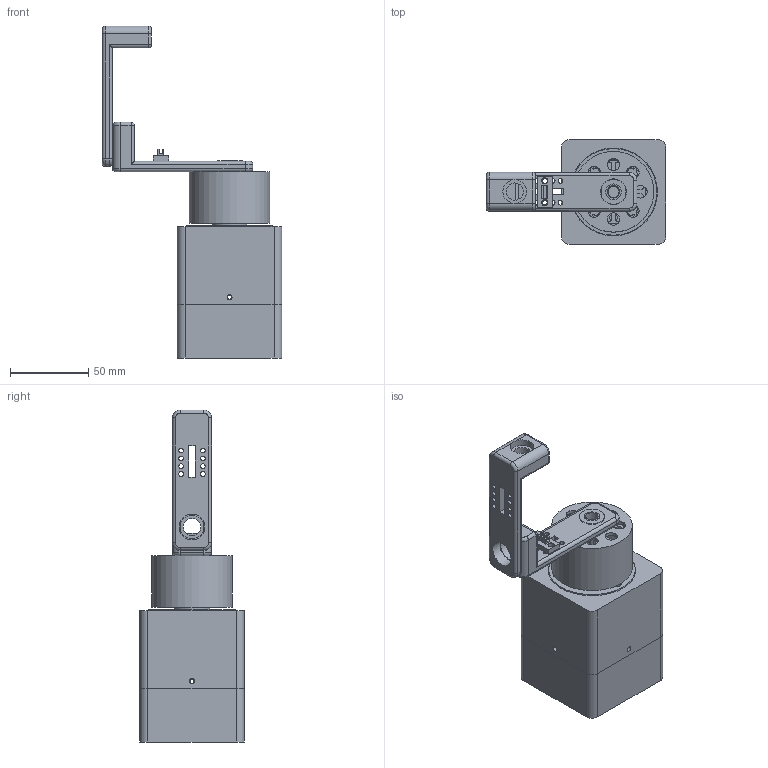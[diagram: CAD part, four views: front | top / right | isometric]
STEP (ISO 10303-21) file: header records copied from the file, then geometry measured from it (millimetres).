
FILE_DESCRIPTION(/* description */ (''),/* implementation_level */ '2;1');
FILE_NAME(/* name */ 'Pendule_Inverse_Rotatif v15.step',/* time_stamp */ '2024-09-08T17:28:44+02:00',/* author */ (''),/* organization */ (''),/* preprocessor_version */ 'ST-DEVELOPER v20',/* originating_system */ 'Autodesk Translation Framework v13.14.0.145',/* authorisation */ '');
FILE_SCHEMA (('AUTOMOTIVE_DESIGN { 1 0 10303 214 3 1 1 }'));
Products named in the file (21): Pendule_Inverse_Rotatif; Base; mod_10-40_mot_3040_12N14P v14; mot_001 v8; Parameter Table v4; mot_002; 61700-2RS v2; 61700-2RS v2 (1); mot_003 v5; mot_004 v4; mot_005 v4; mot_006 v2; 91210A110_Alloy Steel Cone-Point Set Screw; base_elec; Gear 2; Pendule_Inverse_Rotatif_Spur Gear (14 teeth)2; Composant6; Composant7; Pendule_Inverse_Rotatif_base_elec; support encoder; balancier
Assembly tree (21 placements, depth 4):
  Pendule_Inverse_Rotatif
    Base
    mod_10-40_mot_3040_12N14P v14
      mot_001 v8
        Parameter Table v4
      mot_002
      61700-2RS v2
      61700-2RS v2 (1)
      mot_003 v5
      mot_004 v4
      mot_005 v4
      mot_006 v2
      91210A110_Alloy Steel Cone-Point Set Screw
    balancier  x2
    base_elec
    Gear 2
    Pendule_Inverse_Rotatif_Spur Gear (14 teeth)2
    Composant6
    Composant7
    Pendule_Inverse_Rotatif_base_elec
    support encoder
Bounding box: 115.1 x 67 x 212.7 mm (x, y, z)
Volume: 265482.4 mm3; surface area: 145726.6 mm2
Topology: 31 solids, 31 shells, 850 faces, 2202 edges, 1445 vertices
Faces by surface type: cylinder 384, plane 377, bspline 58, torus 16, cone 11, sphere 4
Full cylindrical faces by diameter (mm): 2.55 x8, 2.7 x7, 2.9 x3, 3 x17, 3.091 x4, 3.2 x4, 3.332 x3, 3.5 x3, 4 x6, 5 x3, 5.5 x2, 6 x10, 7 x1, 8 x9, 9.5 x1, 10 x5, 10.3 x2, 10.5 x1, 11 x2, 12 x1, 13 x1, 14 x1, 15 x4, 15.2 x4, 16 x1, 16.5 x2, 17 x2, 23 x1, 47.72 x1, 51.72 x1
Entity records: 42336 total; most frequent: CARTESIAN_POINT 21882, DIRECTION 4217, ORIENTED_EDGE 4140, EDGE_CURVE 2070, AXIS2_PLACEMENT_3D 1525, VERTEX_POINT 1366, LINE 1167, VECTOR 1167
